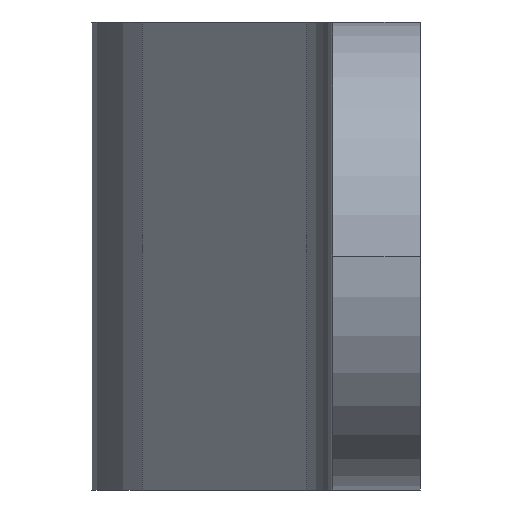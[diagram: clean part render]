
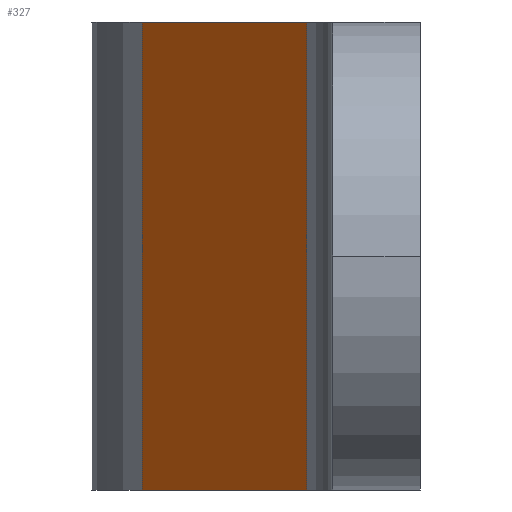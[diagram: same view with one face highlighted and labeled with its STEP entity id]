
A CAD part, left-side view. The second image highlights one B-rep face of the part: STEP entity #327.
In plain terms, the highlighted planar face has unit normal (-0.707, 0.707, 0).
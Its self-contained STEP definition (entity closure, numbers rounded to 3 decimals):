
#29 = EDGE_LOOP ( 'NONE', ( #1104, #1183, #546, #129 ) ) ;
#76 = VERTEX_POINT ( 'NONE', #245 ) ;
#129 = ORIENTED_EDGE ( 'NONE', *, *, #703, .T. ) ;
#163 = CARTESIAN_POINT ( 'NONE',  ( -4.243, 9.5, 8. ) ) ;
#245 = CARTESIAN_POINT ( 'NONE',  ( -9.864, 3.879, 8. ) ) ;
#258 = EDGE_CURVE ( 'NONE', #76, #312, #1094, .T. ) ;
#295 = EDGE_CURVE ( 'NONE', #76, #1193, #1362, .T. ) ;
#299 = CARTESIAN_POINT ( 'NONE',  ( -11.621, 2.121, -8. ) ) ;
#312 = VERTEX_POINT ( 'NONE', #163 ) ;
#327 = ADVANCED_FACE ( 'NONE', ( #398 ), #678, .T. ) ;
#368 = DIRECTION ( 'NONE',  ( 0.707, 0.707, 0. ) ) ;
#379 = DIRECTION ( 'NONE',  ( -0.707, -0.707, 0. ) ) ;
#398 = FACE_OUTER_BOUND ( 'NONE', #29, .T. ) ;
#450 = CARTESIAN_POINT ( 'NONE',  ( -9.864, 3.879, -8. ) ) ;
#464 = CARTESIAN_POINT ( 'NONE',  ( -11.621, 2.121, 8. ) ) ;
#546 = ORIENTED_EDGE ( 'NONE', *, *, #258, .T. ) ;
#562 = LINE ( 'NONE', #299, #789 ) ;
#667 = AXIS2_PLACEMENT_3D ( 'NONE', #1106, #1231, #379 ) ;
#678 = PLANE ( 'NONE',  #667 ) ;
#703 = EDGE_CURVE ( 'NONE', #312, #1084, #896, .T. ) ;
#716 = CARTESIAN_POINT ( 'NONE',  ( -4.243, 9.5, -8. ) ) ;
#759 = VECTOR ( 'NONE', #1344, 1000. ) ;
#770 = VECTOR ( 'NONE', #907, 1000. ) ;
#785 = CARTESIAN_POINT ( 'NONE',  ( -9.864, 3.879, 8. ) ) ;
#789 = VECTOR ( 'NONE', #826, 1000. ) ;
#826 = DIRECTION ( 'NONE',  ( 0.707, 0.707, 0. ) ) ;
#896 = LINE ( 'NONE', #1214, #759 ) ;
#907 = DIRECTION ( 'NONE',  ( 0., 0., -1. ) ) ;
#1084 = VERTEX_POINT ( 'NONE', #716 ) ;
#1094 = LINE ( 'NONE', #464, #1195 ) ;
#1104 = ORIENTED_EDGE ( 'NONE', *, *, #1144, .F. ) ;
#1106 = CARTESIAN_POINT ( 'NONE',  ( -11.621, 2.121, 8. ) ) ;
#1144 = EDGE_CURVE ( 'NONE', #1193, #1084, #562, .T. ) ;
#1183 = ORIENTED_EDGE ( 'NONE', *, *, #295, .F. ) ;
#1193 = VERTEX_POINT ( 'NONE', #450 ) ;
#1195 = VECTOR ( 'NONE', #368, 1000. ) ;
#1214 = CARTESIAN_POINT ( 'NONE',  ( -4.243, 9.5, 8. ) ) ;
#1231 = DIRECTION ( 'NONE',  ( -0.707, 0.707, 0. ) ) ;
#1344 = DIRECTION ( 'NONE',  ( 0., 0., -1. ) ) ;
#1362 = LINE ( 'NONE', #785, #770 ) ;
